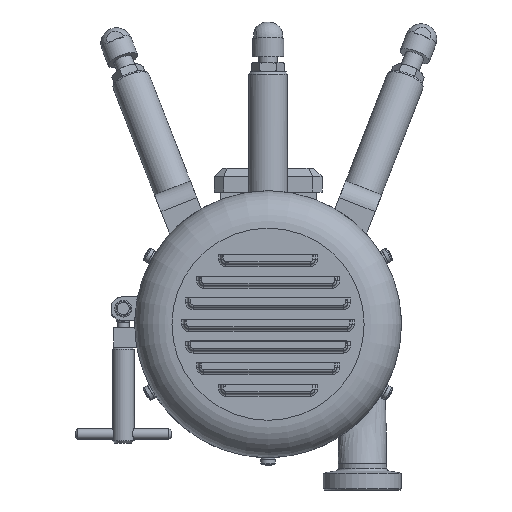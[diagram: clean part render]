
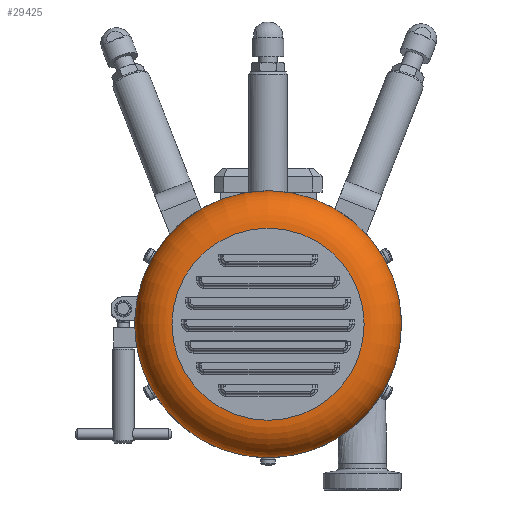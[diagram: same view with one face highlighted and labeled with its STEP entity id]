
A CAD part, front view. The second image highlights one B-rep face of the part: STEP entity #29425.
In plain terms, the highlighted toroidal (fillet/blend) face has major radius 80 mm and minor radius 31 mm.
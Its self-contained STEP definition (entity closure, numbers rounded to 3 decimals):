
#16366 = DIRECTION ( 'NONE',  ( -1., 0., 0. ) ) ;
#16367 = DIRECTION ( 'NONE',  ( 0., -1., 0. ) ) ;
#16368 = CARTESIAN_POINT ( 'NONE',  ( 6.847, -204.995, 0. ) ) ;
#16369 = AXIS2_PLACEMENT_3D ( 'NONE', #16368, #16367, #16366 ) ;
#16370 = CIRCLE ( 'NONE', #16369, 80. ) ;
#16591 = CIRCLE ( 'NONE', #16678, 111. ) ;
#16673 = DIRECTION ( 'NONE',  ( -1., 0., 0. ) ) ;
#16674 = DIRECTION ( 'NONE',  ( 0., 1., 0. ) ) ;
#16678 = AXIS2_PLACEMENT_3D ( 'NONE', #16681, #16674, #16673 ) ;
#16681 = CARTESIAN_POINT ( 'NONE',  ( 6.847, -173.995, 0. ) ) ;
#16886 = AXIS2_PLACEMENT_3D ( 'NONE', #16936, #16935, #16988 ) ;
#16934 = FACE_OUTER_BOUND ( 'NONE', #29287, .T. ) ;
#16935 = DIRECTION ( 'NONE',  ( 0., -1., 0. ) ) ;
#16936 = CARTESIAN_POINT ( 'NONE',  ( 6.847, -173.995, 0. ) ) ;
#16946 = FACE_OUTER_BOUND ( 'NONE', #29412, .T. ) ;
#16953 = TOROIDAL_SURFACE ( 'NONE', #16886, 80., 31. ) ;
#16988 = DIRECTION ( 'NONE',  ( -1., 0., 0. ) ) ;
#23098 = CARTESIAN_POINT ( 'NONE',  ( -104.153, -173.995, 0. ) ) ;
#23102 = VERTEX_POINT ( 'NONE', #23106 ) ;
#23106 = CARTESIAN_POINT ( 'NONE',  ( -73.153, -204.995, 0. ) ) ;
#23107 = VERTEX_POINT ( 'NONE', #23098 ) ;
#29149 = EDGE_CURVE ( 'NONE', #23102, #23102, #16370, .T. ) ;
#29287 = EDGE_LOOP ( 'NONE', ( #29308 ) ) ;
#29308 = ORIENTED_EDGE ( 'NONE', *, *, #29311, .F. ) ;
#29311 = EDGE_CURVE ( 'NONE', #23107, #23107, #16591, .T. ) ;
#29411 = ORIENTED_EDGE ( 'NONE', *, *, #29149, .F. ) ;
#29412 = EDGE_LOOP ( 'NONE', ( #29411 ) ) ;
#29425 = ADVANCED_FACE ( 'NONE', ( #16934, #16946 ), #16953, .T. ) ;
